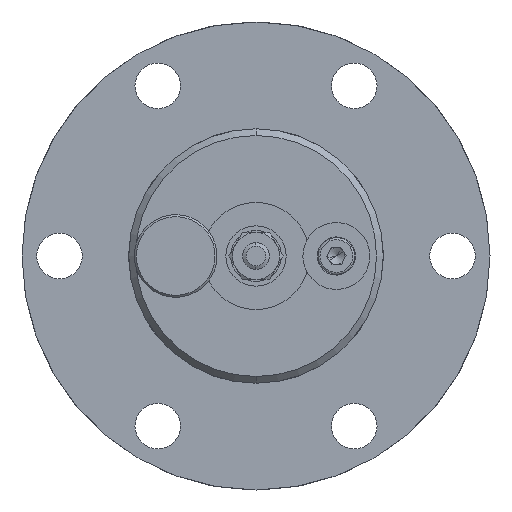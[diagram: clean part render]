
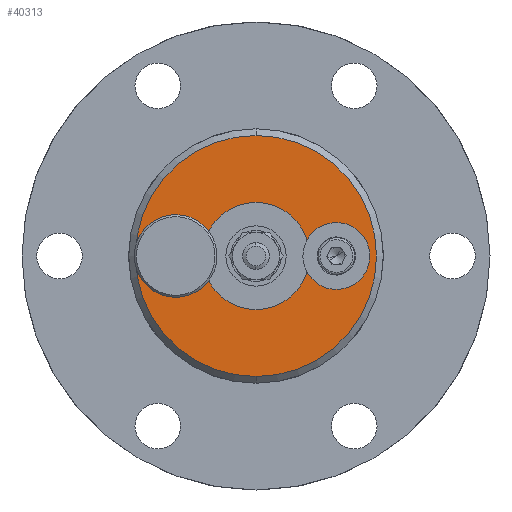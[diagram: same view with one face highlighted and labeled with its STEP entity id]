
A CAD part, front view. The second image highlights one B-rep face of the part: STEP entity #40313.
In plain terms, the highlighted face is planar.
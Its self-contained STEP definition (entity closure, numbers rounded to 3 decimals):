
#363 = AXIS2_PLACEMENT_3D ( 'NONE', #19437, #62348, #25627 ) ;
#893 = AXIS2_PLACEMENT_3D ( 'NONE', #71334, #46964, #10214 ) ;
#1458 = DIRECTION ( 'NONE',  ( 0., 0., 1. ) ) ;
#1555 = AXIS2_PLACEMENT_3D ( 'NONE', #38344, #1458, #44495 ) ;
#3107 = ORIENTED_EDGE ( 'NONE', *, *, #50080, .F. ) ;
#3379 = DIRECTION ( 'NONE',  ( 1., 0., 0. ) ) ;
#4113 = AXIS2_PLACEMENT_3D ( 'NONE', #65529, #28855, #71710 ) ;
#5005 = CIRCLE ( 'NONE', #24450, 1.25 ) ;
#5019 = CIRCLE ( 'NONE', #1555, 8. ) ;
#9672 = EDGE_LOOP ( 'NONE', ( #43302, #54308 ) ) ;
#10214 = DIRECTION ( 'NONE',  ( 1., 0., 0. ) ) ;
#10885 = VERTEX_POINT ( 'NONE', #44185 ) ;
#12582 = CARTESIAN_POINT ( 'NONE',  ( 0., 12., -22. ) ) ;
#12609 = AXIS2_PLACEMENT_3D ( 'NONE', #12582, #55436, #18713 ) ;
#13075 = DIRECTION ( 'NONE',  ( 0., 0., -1. ) ) ;
#16846 = ORIENTED_EDGE ( 'NONE', *, *, #36307, .F. ) ;
#18690 = EDGE_CURVE ( 'NONE', #45348, #76205, #38893, .T. ) ;
#18713 = DIRECTION ( 'NONE',  ( -1., 0., 0. ) ) ;
#18983 = VERTEX_POINT ( 'NONE', #53376 ) ;
#19437 = CARTESIAN_POINT ( 'NONE',  ( 0., 0., -22. ) ) ;
#24450 = AXIS2_PLACEMENT_3D ( 'NONE', #29973, #72828, #36152 ) ;
#25166 = CIRCLE ( 'NONE', #363, 18. ) ;
#25393 = CARTESIAN_POINT ( 'NONE',  ( 0., 0., -22. ) ) ;
#25627 = DIRECTION ( 'NONE',  ( 1., 0., 0. ) ) ;
#28855 = DIRECTION ( 'NONE',  ( 0., 0., -1. ) ) ;
#29973 = CARTESIAN_POINT ( 'NONE',  ( 0., -12., -22. ) ) ;
#31532 = AXIS2_PLACEMENT_3D ( 'NONE', #76916, #40222, #3379 ) ;
#31621 = DIRECTION ( 'NONE',  ( 1., 0., 0. ) ) ;
#32229 = EDGE_LOOP ( 'NONE', ( #57163, #59674 ) ) ;
#33513 = VERTEX_POINT ( 'NONE', #73387 ) ;
#34427 = EDGE_CURVE ( 'NONE', #10885, #68571, #66530, .T. ) ;
#34455 = FACE_BOUND ( 'NONE', #42827, .T. ) ;
#36152 = DIRECTION ( 'NONE',  ( -1., 0., 0. ) ) ;
#36307 = EDGE_CURVE ( 'NONE', #33513, #60804, #5005, .T. ) ;
#36333 = CIRCLE ( 'NONE', #31532, 18. ) ;
#36388 = FACE_BOUND ( 'NONE', #32229, .T. ) ;
#37692 = CARTESIAN_POINT ( 'NONE',  ( 1.25, -12., -22. ) ) ;
#38344 = CARTESIAN_POINT ( 'NONE',  ( 0., 0., -22. ) ) ;
#38589 = CIRCLE ( 'NONE', #4113, 1.25 ) ;
#38893 = CIRCLE ( 'NONE', #77852, 8. ) ;
#40222 = DIRECTION ( 'NONE',  ( 0., 0., -1. ) ) ;
#40313 = ADVANCED_FACE ( 'NONE', ( #79532, #34455, #63156, #36388 ), #77252, .F. ) ;
#40440 = CARTESIAN_POINT ( 'NONE',  ( -1.25, 12., -22. ) ) ;
#41332 = CARTESIAN_POINT ( 'NONE',  ( 8., 0., -22. ) ) ;
#42651 = VERTEX_POINT ( 'NONE', #67169 ) ;
#42827 = EDGE_LOOP ( 'NONE', ( #16846, #74605 ) ) ;
#43302 = ORIENTED_EDGE ( 'NONE', *, *, #48574, .T. ) ;
#44185 = CARTESIAN_POINT ( 'NONE',  ( 1.25, 12., -22. ) ) ;
#44495 = DIRECTION ( 'NONE',  ( 1., 0., 0. ) ) ;
#45348 = VERTEX_POINT ( 'NONE', #41332 ) ;
#46964 = DIRECTION ( 'NONE',  ( 0., 0., 1. ) ) ;
#47013 = ORIENTED_EDGE ( 'NONE', *, *, #34427, .F. ) ;
#48574 = EDGE_CURVE ( 'NONE', #18983, #42651, #25166, .T. ) ;
#49826 = CARTESIAN_POINT ( 'NONE',  ( 0., -12., -22. ) ) ;
#50080 = EDGE_CURVE ( 'NONE', #68571, #10885, #38589, .T. ) ;
#50785 = EDGE_LOOP ( 'NONE', ( #3107, #47013 ) ) ;
#51662 = AXIS2_PLACEMENT_3D ( 'NONE', #49826, #13075, #55955 ) ;
#53376 = CARTESIAN_POINT ( 'NONE',  ( 18., 0., -22. ) ) ;
#53998 = EDGE_CURVE ( 'NONE', #42651, #18983, #36333, .T. ) ;
#54308 = ORIENTED_EDGE ( 'NONE', *, *, #53998, .T. ) ;
#55436 = DIRECTION ( 'NONE',  ( 0., 0., -1. ) ) ;
#55955 = DIRECTION ( 'NONE',  ( -1., 0., 0. ) ) ;
#57163 = ORIENTED_EDGE ( 'NONE', *, *, #18690, .T. ) ;
#58042 = CARTESIAN_POINT ( 'NONE',  ( -8., 0., -22. ) ) ;
#58547 = EDGE_CURVE ( 'NONE', #60804, #33513, #62000, .T. ) ;
#59674 = ORIENTED_EDGE ( 'NONE', *, *, #78599, .T. ) ;
#60804 = VERTEX_POINT ( 'NONE', #37692 ) ;
#62000 = CIRCLE ( 'NONE', #51662, 1.25 ) ;
#62348 = DIRECTION ( 'NONE',  ( 0., 0., -1. ) ) ;
#63156 = FACE_BOUND ( 'NONE', #50785, .T. ) ;
#65529 = CARTESIAN_POINT ( 'NONE',  ( 0., 12., -22. ) ) ;
#66530 = CIRCLE ( 'NONE', #12609, 1.25 ) ;
#67169 = CARTESIAN_POINT ( 'NONE',  ( -18., 0., -22. ) ) ;
#68291 = DIRECTION ( 'NONE',  ( 0., 0., 1. ) ) ;
#68571 = VERTEX_POINT ( 'NONE', #40440 ) ;
#71334 = CARTESIAN_POINT ( 'NONE',  ( 0., 19., -22. ) ) ;
#71710 = DIRECTION ( 'NONE',  ( -1., 0., 0. ) ) ;
#72828 = DIRECTION ( 'NONE',  ( 0., 0., -1. ) ) ;
#73387 = CARTESIAN_POINT ( 'NONE',  ( -1.25, -12., -22. ) ) ;
#74605 = ORIENTED_EDGE ( 'NONE', *, *, #58547, .F. ) ;
#76205 = VERTEX_POINT ( 'NONE', #58042 ) ;
#76916 = CARTESIAN_POINT ( 'NONE',  ( 0., 0., -22. ) ) ;
#77252 = PLANE ( 'NONE',  #893 ) ;
#77852 = AXIS2_PLACEMENT_3D ( 'NONE', #25393, #68291, #31621 ) ;
#78599 = EDGE_CURVE ( 'NONE', #76205, #45348, #5019, .T. ) ;
#79532 = FACE_OUTER_BOUND ( 'NONE', #9672, .T. ) ;
